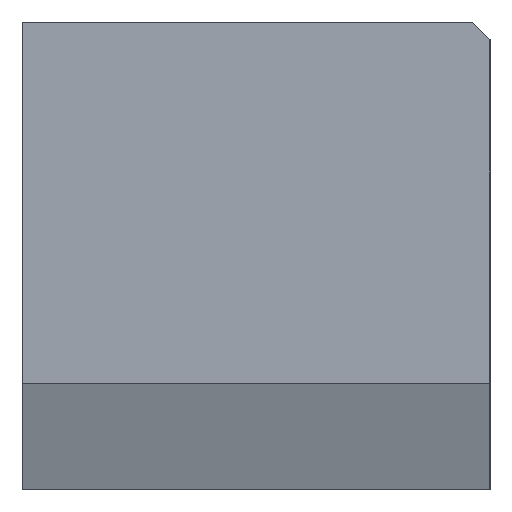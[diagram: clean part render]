
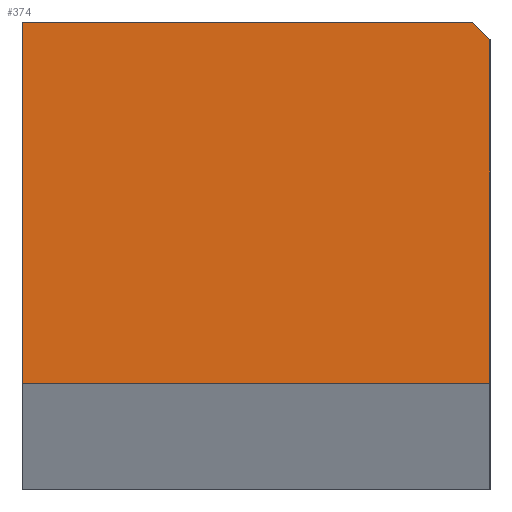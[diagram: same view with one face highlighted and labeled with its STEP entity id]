
A CAD part, left-side view. The second image highlights one B-rep face of the part: STEP entity #374.
In plain terms, the highlighted planar face has unit normal (-1, 0, 0).
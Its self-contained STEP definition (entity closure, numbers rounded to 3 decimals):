
#374=ADVANCED_FACE('NONE',(#903),#904,.F.);
#903=FACE_OUTER_BOUND('',#1572,.T.);
#904=PLANE('',#1573);
#1572=EDGE_LOOP('',(#2921,#2922,#2923,#2924,#2925));
#1573=AXIS2_PLACEMENT_3D('',#2926,#2927,#2928);
#2921=ORIENTED_EDGE('',*,*,#4175,.F.);
#2922=ORIENTED_EDGE('',*,*,#4639,.T.);
#2923=ORIENTED_EDGE('',*,*,#4640,.F.);
#2924=ORIENTED_EDGE('',*,*,#4500,.T.);
#2925=ORIENTED_EDGE('',*,*,#4641,.F.);
#2926=CARTESIAN_POINT('',(0.0,0.0,79.0));
#2927=DIRECTION('',(1.0,0.0,0.0));
#2928=DIRECTION('',(0.0,1.0,-0.0));
#4175=EDGE_CURVE('NONE',#5063,#5065,#5066,.T.);
#4500=EDGE_CURVE('NONE',#5712,#5710,#5713,.T.);
#4639=EDGE_CURVE('NONE',#5063,#5855,#5856,.T.);
#4640=EDGE_CURVE('NONE',#5712,#5855,#5857,.T.);
#4641=EDGE_CURVE('NONE',#5065,#5710,#5858,.T.);
#5063=VERTEX_POINT('NONE',#6317);
#5065=VERTEX_POINT('NONE',#6320);
#5066=LINE('',#6321,#6322);
#5710=VERTEX_POINT('NONE',#7286);
#5712=VERTEX_POINT('NONE',#7289);
#5713=LINE('',#7290,#7291);
#5855=VERTEX_POINT('NONE',#7519);
#5856=LINE('',#7520,#7521);
#5857=LINE('',#7522,#7523);
#5858=LINE('',#7524,#7525);
#6317=CARTESIAN_POINT('',(0.0,0.,76.));
#6320=CARTESIAN_POINT('',(0.0,0.0,18.));
#6321=CARTESIAN_POINT('',(0.0,0.0,79.0));
#6322=VECTOR('',#8032,1000.0);
#7286=CARTESIAN_POINT('',(0.0,79.0,18.));
#7289=CARTESIAN_POINT('',(0.0,79.0,79.0));
#7290=CARTESIAN_POINT('',(0.0,79.0,79.0));
#7291=VECTOR('',#8360,1000.0);
#7519=CARTESIAN_POINT('',(0.0,3.,79.0));
#7520=CARTESIAN_POINT('',(0.0,3.,79.0));
#7521=VECTOR('',#8477,1000.0);
#7522=CARTESIAN_POINT('',(0.0,0.0,79.0));
#7523=VECTOR('',#8478,1000.0);
#7524=CARTESIAN_POINT('',(0.0,0.0,18.));
#7525=VECTOR('',#8479,1000.0);
#8032=DIRECTION('',(-0.0,-0.0,-1.0));
#8360=DIRECTION('',(-0.0,-0.0,-1.0));
#8477=DIRECTION('',(-0.0,0.707,0.707));
#8478=DIRECTION('',(-0.0,-1.0,-0.0));
#8479=DIRECTION('',(0.0,1.0,0.0));
